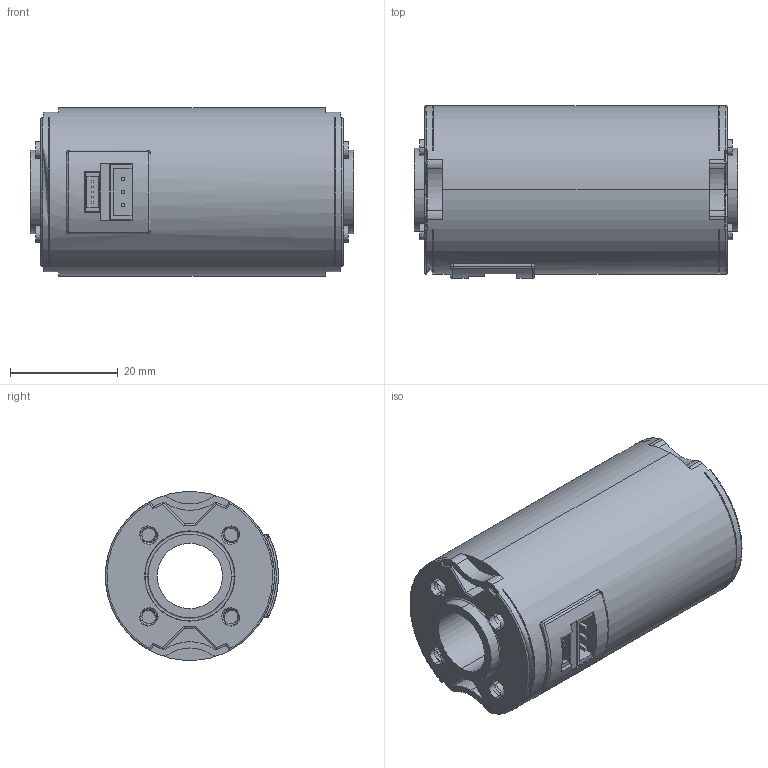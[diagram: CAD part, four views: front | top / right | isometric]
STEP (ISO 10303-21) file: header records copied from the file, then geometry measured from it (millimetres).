
FILE_DESCRIPTION (( 'STEP AP214' ), '1' );
FILE_NAME ('angular_motor.STEP', '2016-07-17T16:17:41', ( '' ), ( '' ), 'SwSTEP 2.0', 'SolidWorks 2013', '' );
FILE_SCHEMA (( 'AUTOMOTIVE_DESIGN' ));
Length unit declared in the file: millimetre
Products named in the file (1): angular_motor
Bounding box: 60 x 32.09 x 31.35 mm (x, y, z)
Surface area: 10941.1 mm2 (no closed solid volume)
Topology: 0 solids, 8 shells, 294 faces, 730 edges, 472 vertices
Faces by surface type: plane 143, cylinder 109, bspline 22, cone 20
Entity records: 9921 total; most frequent: CARTESIAN_POINT 2949, DIRECTION 1436, ORIENTED_EDGE 1432, EDGE_CURVE 730, AXIS2_PLACEMENT_3D 513, VERTEX_POINT 472, LINE 410, VECTOR 410
